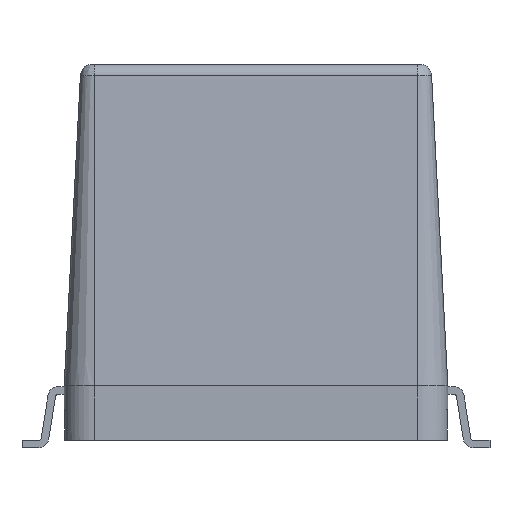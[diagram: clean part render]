
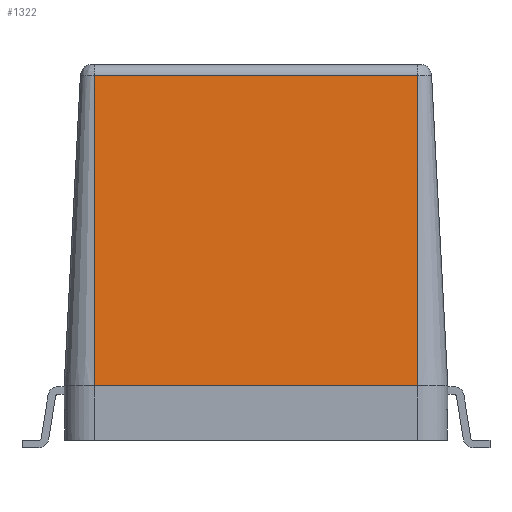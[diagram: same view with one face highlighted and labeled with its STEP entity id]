
A CAD part, left-side view. The second image highlights one B-rep face of the part: STEP entity #1322.
In plain terms, the highlighted planar face has unit normal (-0.999, 0, 0.052).
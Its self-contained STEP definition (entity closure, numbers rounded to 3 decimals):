
#1322 = ADVANCED_FACE( '', ( #3109 ), #3110, .T. );
#3109 = FACE_OUTER_BOUND( '', #5325, .T. );
#3110 = PLANE( '', #5326 );
#5325 = EDGE_LOOP( '', ( #9588, #9589, #9590, #9591 ) );
#5326 = AXIS2_PLACEMENT_3D( '', #9592, #9593, #9594 );
#9588 = ORIENTED_EDGE( '', *, *, #14390, .F. );
#9589 = ORIENTED_EDGE( '', *, *, #13871, .T. );
#9590 = ORIENTED_EDGE( '', *, *, #14997, .T. );
#9591 = ORIENTED_EDGE( '', *, *, #14998, .T. );
#9592 = CARTESIAN_POINT( '', ( -14.285, 0., 1.8 ) );
#9593 = DIRECTION( '', ( -0.999, 0., 0.052 ) );
#9594 = DIRECTION( '', ( 0.052, 0., 0.999 ) );
#13871 = EDGE_CURVE( '', #16788, #16792, #16794, .T. );
#14390 = EDGE_CURVE( '', #16788, #17671, #17672, .T. );
#14997 = EDGE_CURVE( '', #16792, #18581, #18582, .T. );
#14998 = EDGE_CURVE( '', #18581, #17671, #18583, .T. );
#16788 = VERTEX_POINT( '', #21000 );
#16792 = VERTEX_POINT( '', #21005 );
#16794 = LINE( '', #21007, #21008 );
#17671 = VERTEX_POINT( '', #22307 );
#17672 = LINE( '', #22308, #22309 );
#18581 = VERTEX_POINT( '', #23899 );
#18582 = LINE( '', #23900, #23901 );
#18583 = LINE( '', #23902, #23903 );
#21000 = CARTESIAN_POINT( '', ( -13.747, -5.35, 12.071 ) );
#21005 = CARTESIAN_POINT( '', ( -13.747, 5.35, 12.071 ) );
#21007 = CARTESIAN_POINT( '', ( -13.747, 5.35, 12.071 ) );
#21008 = VECTOR( '', #26138, 1000. );
#22307 = CARTESIAN_POINT( '', ( -14.285, -5.35, 1.8 ) );
#22308 = CARTESIAN_POINT( '', ( -14.285, -5.35, 1.8 ) );
#22309 = VECTOR( '', #26691, 1000. );
#23899 = CARTESIAN_POINT( '', ( -14.285, 5.35, 1.8 ) );
#23900 = CARTESIAN_POINT( '', ( -14.285, 5.35, 1.8 ) );
#23901 = VECTOR( '', #27238, 1000. );
#23902 = CARTESIAN_POINT( '', ( -14.285, 5.35, 1.8 ) );
#23903 = VECTOR( '', #27239, 1000. );
#26138 = DIRECTION( '', ( 0., 1., 0. ) );
#26691 = DIRECTION( '', ( -0.052, 0., -0.999 ) );
#27238 = DIRECTION( '', ( -0.052, 0., -0.999 ) );
#27239 = DIRECTION( '', ( 0., -1., 0. ) );
